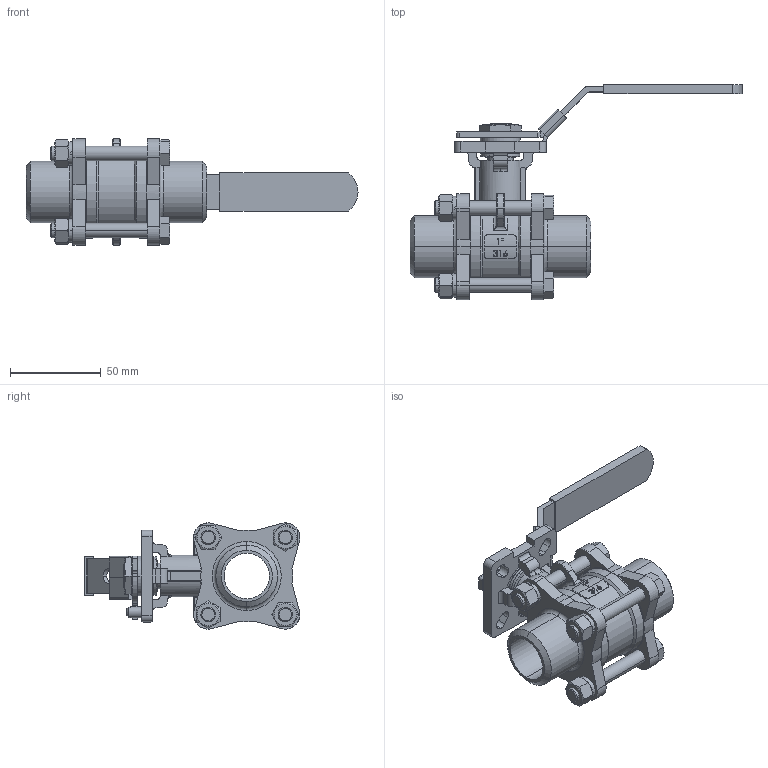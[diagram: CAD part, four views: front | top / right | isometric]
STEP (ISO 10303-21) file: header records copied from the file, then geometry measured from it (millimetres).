
FILE_DESCRIPTION(/* description */ ('Unknown','CAx-IF Rec.Pracs.---Representation and Presentation of Product Manufacturing Information (PMI)---4.0---2014-10-13','CAx-IF Rec.Pracs.---3D Tessellated Geometry---0.4---2014-09-14','2;1'),/* implementation_level */ '2;1');
FILE_NAME(/* name */ '9337-06',/* time_stamp */ '2024-01-25T09:28:44+01:00',/* author */ ('Unknown'),/* organization */ ('Unknown'),/* preprocessor_version */ 'ST-DEVELOPER v18.102',/* originating_system */ 'Solid Edge',/* authorisation */ 'Unknown');
FILE_SCHEMA (('AP242_MANAGED_MODEL_BASED_3D_ENGINEERING_MIM_LF { 1 0 10303 442 1 1 4 }'));
Length unit declared in the file: millimetre
Products named in the file (15): 9337-06; Spring lock washers--Normal type GB_GB_FASTENER_WASHER_SW 8; MV-83HB-G-DN25; Hexagon nuts grade C GB_GB_FASTENER_NUT_SNC1 M8-N; MV-83H-LZ-DN25; MV-83H-LM-DN25; MV-83H-KZ-DN25; MV-83H-DD-DN25; MV-83H-PD-DN25; MV-83H-DW-DN25; MV-83H-S-DN25; MV-83H-T(J)-DN25; MV-83H-Z-DN25; MV-83H-FS-DN25; MV-83H-ST-DN25
Assembly tree (26 placements, depth 2):
  9337-06
    Spring lock washers--Normal type GB_GB_FASTENER_WASHER_SW 8  x4
    MV-83HB-G-DN25  x2
    Hexagon nuts grade C GB_GB_FASTENER_NUT_SNC1 M8-N  x4
    MV-83H-LZ-DN25  x4
    MV-83H-LM-DN25  x2
    MV-83H-KZ-DN25
    MV-83H-DD-DN25  x2
    MV-83H-PD-DN25
    MV-83H-DW-DN25
    MV-83H-S-DN25
    MV-83H-T(J)-DN25
    MV-83H-Z-DN25
    MV-83H-FS-DN25
    MV-83H-ST-DN25
Bounding box: 182.75 x 118.64 x 58.43 mm (x, y, z)
Volume: 132069.5 mm3; surface area: 81867 mm2
Topology: 26 solids, 26 shells, 1026 faces, 2611 edges, 1665 vertices
Faces by surface type: plane 449, cylinder 335, cone 121, bspline 62, torus 59
Entity records: 41443 total; most frequent: CARTESIAN_POINT 21724, ORIENTED_EDGE 4262, DIRECTION 3633, EDGE_CURVE 2131, VERTEX_POINT 1373, AXIS2_PLACEMENT_3D 1333, LINE 967, VECTOR 967
